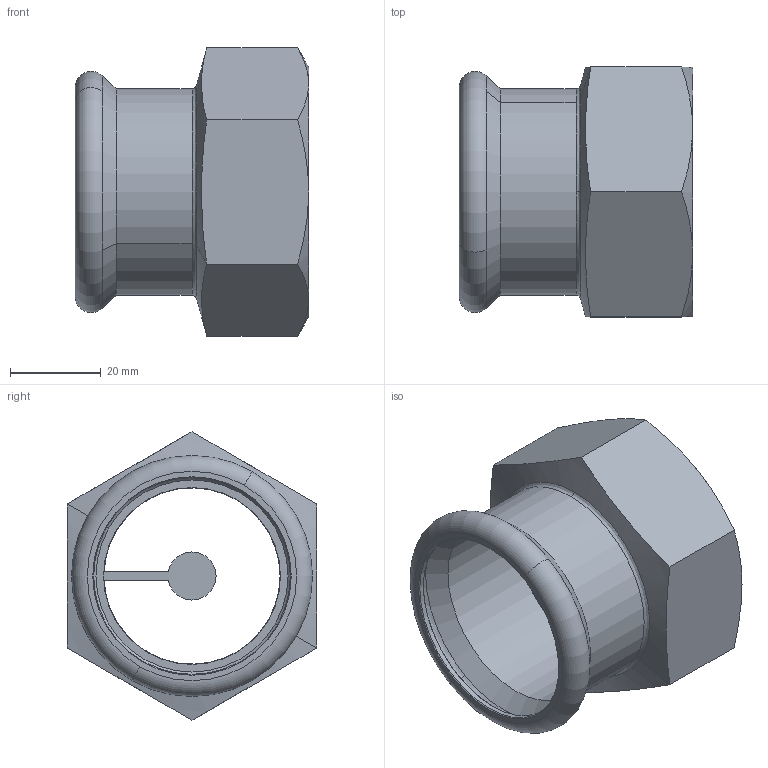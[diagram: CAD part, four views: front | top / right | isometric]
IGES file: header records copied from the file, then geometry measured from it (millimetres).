
Global section: file name: No Iges File Name specified; native system: Autodesk Inventor 2011; preprocessor: AutoDesk Inventor Iges Exporter R2011; author: bruh; date: 20110606.150154; units: millimetre
Bounding box: 51.4 x 55 x 63.51 mm (x, y, z)
Volume: 40046.4 mm3; surface area: 18963.8 mm2
Topology: 1 solids, 1 shells, 47 faces, 117 edges, 75 vertices
Faces by surface type: revolution 13, plane 13, cone 10, bspline 6, cylinder 3, torus 2
